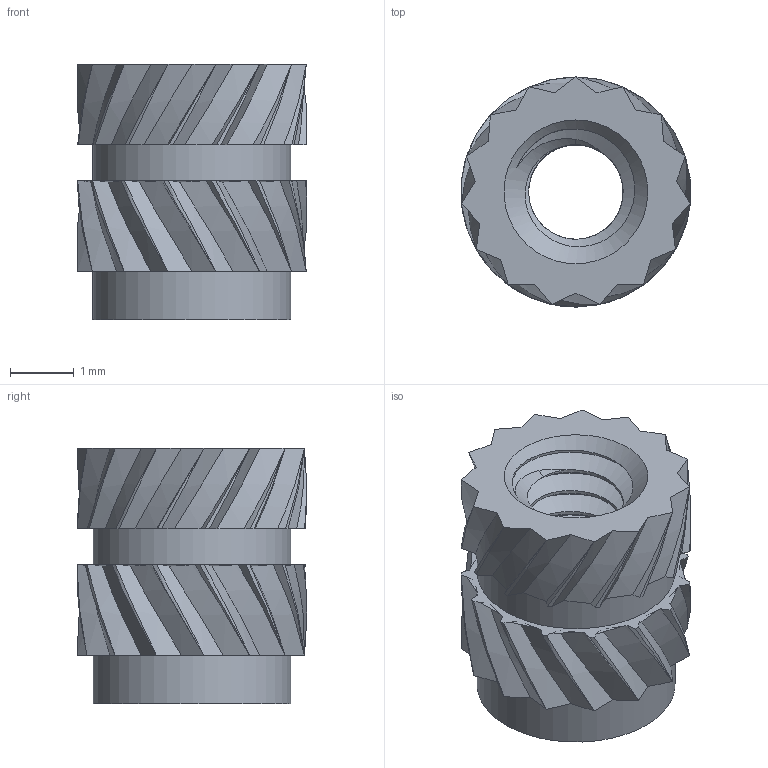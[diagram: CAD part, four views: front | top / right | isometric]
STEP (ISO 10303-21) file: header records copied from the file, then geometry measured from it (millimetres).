
FILE_DESCRIPTION(/* description */ (''),/* implementation_level */ '2;1');
FILE_NAME(/* name */ 'Insert M2 D3.6 L4mm',/* time_stamp */ '2022-06-20T16:44:49+02:00',/* author */ (''),/* organization */ (''),/* preprocessor_version */ 'ST-DEVELOPER v16.5',/* originating_system */ '',/* authorisation */ '');
FILE_SCHEMA (('AUTOMOTIVE_DESIGN'));
Length unit declared in the file: millimetre
Products named in the file (1): Document
Bounding box: 3.6 x 3.6 x 4 mm (x, y, z)
Volume: 23.6 mm3; surface area: 99.7 mm2
Topology: 1 solids, 1 shells, 170 faces, 435 edges, 270 vertices
Faces by surface type: bspline 150, plane 20
Entity records: 10872 total; most frequent: CARTESIAN_POINT 8245, ORIENTED_EDGE 870, EDGE_CURVE 435, B_SPLINE_CURVE_WITH_KNOTS 348, VERTEX_POINT 270, EDGE_LOOP 175, ADVANCED_FACE 170, FACE_OUTER_BOUND 170
